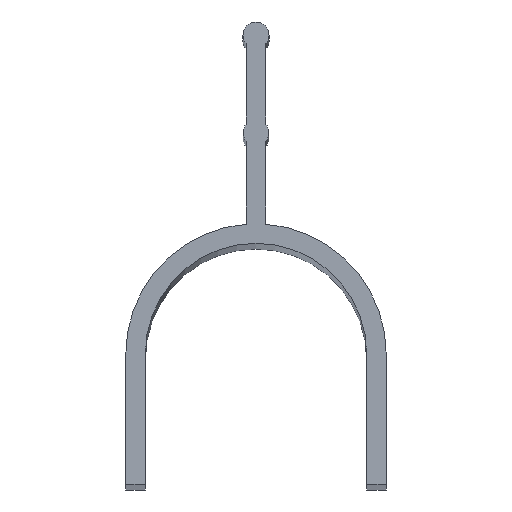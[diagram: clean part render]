
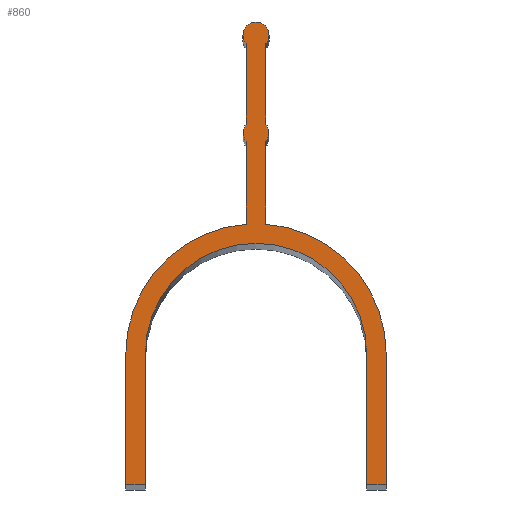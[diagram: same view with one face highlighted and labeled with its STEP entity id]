
A CAD part, top view. The second image highlights one B-rep face of the part: STEP entity #860.
In plain terms, the highlighted planar face has unit normal (0, 0, 1).
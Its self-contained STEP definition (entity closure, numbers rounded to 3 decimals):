
#458=CARTESIAN_POINT('',(0.,69.,500.));
#459=DIRECTION('',(0.,0.,1.));
#460=DIRECTION('',(0.75,-0.661,0.));
#461=AXIS2_PLACEMENT_3D('',#458,#459,#460);
#466=DIRECTION('',(0.,1.,0.));
#467=VECTOR('',#466,12.354);
#468=CARTESIAN_POINT('',(1.5,55.323,500.));
#469=LINE('',#468,#467);
#473=DIRECTION('',(0.,1.,0.));
#474=VECTOR('',#473,12.733);
#475=CARTESIAN_POINT('',(1.5,39.944,500.));
#476=LINE('',#475,#474);
#480=CARTESIAN_POINT('',(0.,20.,500.));
#481=DIRECTION('',(0.,0.,1.));
#482=DIRECTION('',(1.,0.,0.));
#483=AXIS2_PLACEMENT_3D('',#480,#481,#482);
#488=DIRECTION('',(0.,1.,0.));
#489=VECTOR('',#488,20.);
#490=CARTESIAN_POINT('',(20.,0.,500.));
#491=LINE('',#490,#489);
#495=DIRECTION('',(1.,0.,0.));
#496=VECTOR('',#495,3.);
#497=CARTESIAN_POINT('',(17.,0.,500.));
#498=LINE('',#497,#496);
#502=DIRECTION('',(0.,-1.,0.));
#503=VECTOR('',#502,20.);
#504=CARTESIAN_POINT('',(17.,20.,500.));
#505=LINE('',#504,#503);
#509=CARTESIAN_POINT('',(0.,20.,500.));
#510=DIRECTION('',(0.,0.,-1.));
#511=DIRECTION('',(-1.,0.,0.));
#512=AXIS2_PLACEMENT_3D('',#509,#510,#511);
#517=DIRECTION('',(0.,1.,0.));
#518=VECTOR('',#517,20.);
#519=CARTESIAN_POINT('',(-17.,0.,500.));
#520=LINE('',#519,#518);
#524=DIRECTION('',(1.,0.,0.));
#525=VECTOR('',#524,3.);
#526=CARTESIAN_POINT('',(-20.,0.,500.));
#527=LINE('',#526,#525);
#531=DIRECTION('',(0.,-1.,0.));
#532=VECTOR('',#531,20.);
#533=CARTESIAN_POINT('',(-20.,20.,500.));
#534=LINE('',#533,#532);
#538=CARTESIAN_POINT('',(0.,20.,500.));
#539=DIRECTION('',(0.,0.,1.));
#540=DIRECTION('',(-0.075,0.997,0.));
#541=AXIS2_PLACEMENT_3D('',#538,#539,#540);
#546=DIRECTION('',(0.,-1.,0.));
#547=VECTOR('',#546,12.733);
#548=CARTESIAN_POINT('',(-1.5,52.677,500.));
#549=LINE('',#548,#547);
#553=DIRECTION('',(0.,-1.,0.));
#554=VECTOR('',#553,12.354);
#555=CARTESIAN_POINT('',(-1.5,67.677,500.));
#556=LINE('',#555,#554);
#560=CARTESIAN_POINT('',(0.,54.,500.));
#561=DIRECTION('',(0.,0.,1.));
#562=DIRECTION('',(-0.75,0.661,0.));
#563=AXIS2_PLACEMENT_3D('',#560,#561,#562);
#584=CARTESIAN_POINT('',(0.,54.,500.));
#585=DIRECTION('',(0.,0.,1.));
#586=DIRECTION('',(0.75,-0.661,0.));
#587=AXIS2_PLACEMENT_3D('',#584,#585,#586);
#696=CARTESIAN_POINT('',(-1.5,39.944,500.));
#697=CARTESIAN_POINT('',(-20.,20.,500.));
#698=VERTEX_POINT('',#696);
#699=VERTEX_POINT('',#697);
#700=CARTESIAN_POINT('',(-20.,0.,500.));
#701=VERTEX_POINT('',#700);
#702=CARTESIAN_POINT('',(-17.,0.,500.));
#703=VERTEX_POINT('',#702);
#704=CARTESIAN_POINT('',(-17.,20.,500.));
#705=VERTEX_POINT('',#704);
#706=CARTESIAN_POINT('',(17.,20.,500.));
#707=VERTEX_POINT('',#706);
#708=CARTESIAN_POINT('',(17.,0.,500.));
#709=VERTEX_POINT('',#708);
#710=CARTESIAN_POINT('',(20.,0.,500.));
#711=VERTEX_POINT('',#710);
#712=CARTESIAN_POINT('',(20.,20.,500.));
#713=VERTEX_POINT('',#712);
#714=CARTESIAN_POINT('',(1.5,39.944,500.));
#715=VERTEX_POINT('',#714);
#717=CARTESIAN_POINT('',(-1.5,67.677,500.));
#719=VERTEX_POINT('',#717);
#721=CARTESIAN_POINT('',(-1.5,55.323,500.));
#723=VERTEX_POINT('',#721);
#725=CARTESIAN_POINT('',(-1.5,52.677,500.));
#727=VERTEX_POINT('',#725);
#729=CARTESIAN_POINT('',(1.5,67.677,500.));
#731=VERTEX_POINT('',#729);
#733=CARTESIAN_POINT('',(1.5,55.323,500.));
#735=VERTEX_POINT('',#733);
#737=CARTESIAN_POINT('',(1.5,52.677,500.));
#739=VERTEX_POINT('',#737);
#824=CARTESIAN_POINT('',(0.,0.,500.));
#825=DIRECTION('',(0.,0.,1.));
#826=DIRECTION('',(1.,0.,0.));
#827=AXIS2_PLACEMENT_3D('',#824,#825,#826);
#828=PLANE('',#827);
#829=ORIENTED_EDGE('',*,*,#790,.F.);
#831=ORIENTED_EDGE('',*,*,#830,.F.);
#832=ORIENTED_EDGE('',*,*,#805,.F.);
#834=ORIENTED_EDGE('',*,*,#833,.F.);
#836=ORIENTED_EDGE('',*,*,#835,.F.);
#838=ORIENTED_EDGE('',*,*,#837,.F.);
#840=ORIENTED_EDGE('',*,*,#839,.F.);
#842=ORIENTED_EDGE('',*,*,#841,.F.);
#844=ORIENTED_EDGE('',*,*,#843,.F.);
#846=ORIENTED_EDGE('',*,*,#845,.F.);
#848=ORIENTED_EDGE('',*,*,#847,.F.);
#850=ORIENTED_EDGE('',*,*,#849,.F.);
#852=ORIENTED_EDGE('',*,*,#851,.F.);
#854=ORIENTED_EDGE('',*,*,#853,.F.);
#856=ORIENTED_EDGE('',*,*,#855,.F.);
#857=ORIENTED_EDGE('',*,*,#817,.F.);
#858=EDGE_LOOP('',(#829,#831,#832,#834,#836,#838,#840,#842,#844,#846,#848,#850,
#852,#854,#856,#857));
#859=FACE_OUTER_BOUND('',#858,.F.);
#462=CIRCLE('',#461,2.);
#484=CIRCLE('',#483,20.);
#513=CIRCLE('',#512,17.);
#542=CIRCLE('',#541,20.);
#564=CIRCLE('',#563,2.);
#588=CIRCLE('',#587,2.);
#790=EDGE_CURVE('',#735,#731,#469,.T.);
#805=EDGE_CURVE('',#715,#739,#476,.T.);
#817=EDGE_CURVE('',#731,#719,#462,.T.);
#830=EDGE_CURVE('',#739,#735,#588,.T.);
#833=EDGE_CURVE('',#713,#715,#484,.T.);
#835=EDGE_CURVE('',#711,#713,#491,.T.);
#837=EDGE_CURVE('',#709,#711,#498,.T.);
#839=EDGE_CURVE('',#707,#709,#505,.T.);
#841=EDGE_CURVE('',#705,#707,#513,.T.);
#843=EDGE_CURVE('',#703,#705,#520,.T.);
#845=EDGE_CURVE('',#701,#703,#527,.T.);
#847=EDGE_CURVE('',#699,#701,#534,.T.);
#849=EDGE_CURVE('',#698,#699,#542,.T.);
#851=EDGE_CURVE('',#727,#698,#549,.T.);
#853=EDGE_CURVE('',#723,#727,#564,.T.);
#855=EDGE_CURVE('',#719,#723,#556,.T.);
#860=ADVANCED_FACE('',(#859),#828,.T.);
